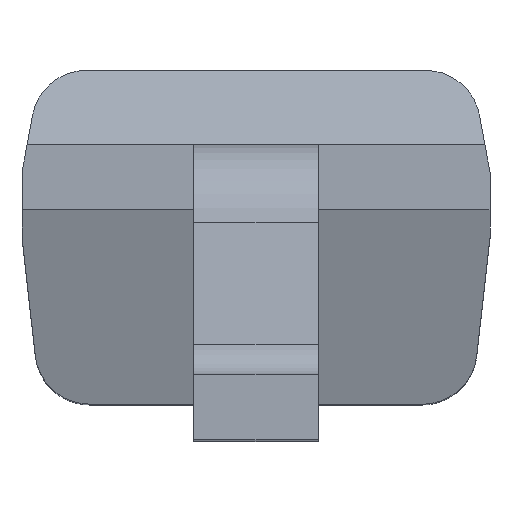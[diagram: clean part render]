
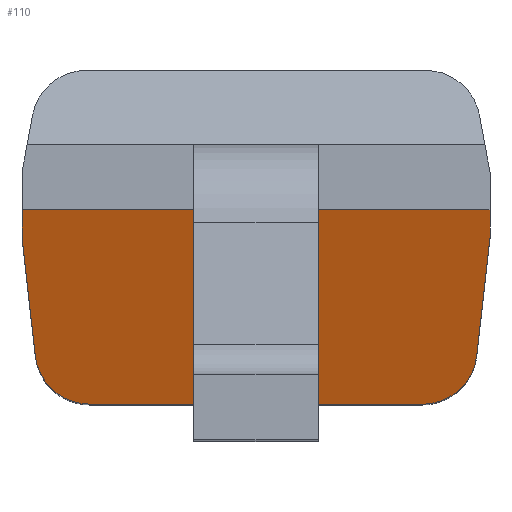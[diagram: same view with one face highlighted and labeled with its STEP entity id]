
A CAD part, top view. The second image highlights one B-rep face of the part: STEP entity #110.
In plain terms, the highlighted planar face has unit normal (0, -0.312, 0.95).
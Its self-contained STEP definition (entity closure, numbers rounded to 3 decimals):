
#110=ADVANCED_FACE('',(#230),#231,.T.);
#230=FACE_OUTER_BOUND('',#357,.T.);
#231=PLANE('',#358);
#357=EDGE_LOOP('',(#627,#628,#629,#630,#631,#632,#633,#634,#635,#636,#637,#638));
#358=AXIS2_PLACEMENT_3D('',#639,#640,#641);
#627=ORIENTED_EDGE('',*,*,#802,.T.);
#628=ORIENTED_EDGE('',*,*,#864,.T.);
#629=ORIENTED_EDGE('',*,*,#825,.T.);
#630=ORIENTED_EDGE('',*,*,#891,.F.);
#631=ORIENTED_EDGE('',*,*,#892,.F.);
#632=ORIENTED_EDGE('',*,*,#893,.F.);
#633=ORIENTED_EDGE('',*,*,#894,.F.);
#634=ORIENTED_EDGE('',*,*,#895,.F.);
#635=ORIENTED_EDGE('',*,*,#896,.F.);
#636=ORIENTED_EDGE('',*,*,#897,.F.);
#637=ORIENTED_EDGE('',*,*,#898,.F.);
#638=ORIENTED_EDGE('',*,*,#899,.F.);
#639=CARTESIAN_POINT('',(-0.009,0.342,0.737));
#640=DIRECTION('',(0.,-0.312,0.95));
#641=DIRECTION('',(0.,-0.95,-0.312));
#802=EDGE_CURVE('',#960,#961,#962,.T.);
#825=EDGE_CURVE('',#1003,#1004,#1005,.T.);
#864=EDGE_CURVE('',#961,#1003,#1061,.T.);
#891=EDGE_CURVE('',#1095,#1004,#1096,.T.);
#892=EDGE_CURVE('',#1097,#1095,#1098,.T.);
#893=EDGE_CURVE('',#1099,#1097,#1100,.T.);
#894=EDGE_CURVE('',#1101,#1099,#1102,.T.);
#895=EDGE_CURVE('',#1103,#1101,#1104,.T.);
#896=EDGE_CURVE('',#1105,#1103,#1106,.T.);
#897=EDGE_CURVE('',#1107,#1105,#1108,.T.);
#898=EDGE_CURVE('',#1109,#1107,#1110,.T.);
#899=EDGE_CURVE('',#960,#1109,#1111,.T.);
#960=VERTEX_POINT('',#1192);
#961=VERTEX_POINT('',#1193);
#962=LINE('',#1194,#1195);
#1003=VERTEX_POINT('',#1249);
#1004=VERTEX_POINT('',#1250);
#1005=LINE('',#1251,#1252);
#1061=LINE('',#1329,#1330);
#1095=VERTEX_POINT('',#1380);
#1096=LINE('',#1381,#1382);
#1097=VERTEX_POINT('',#1383);
#1098=LINE('',#1384,#1385);
#1099=VERTEX_POINT('',#1386);
#1100=LINE('',#1387,#1388);
#1101=VERTEX_POINT('',#1389);
#1102=ELLIPSE('',#1390,0.158,0.15);
#1103=VERTEX_POINT('',#1391);
#1104=LINE('',#1392,#1393);
#1105=VERTEX_POINT('',#1394);
#1106=ELLIPSE('',#1395,0.158,0.15);
#1107=VERTEX_POINT('',#1396);
#1108=LINE('',#1397,#1398);
#1109=VERTEX_POINT('',#1399);
#1110=LINE('',#1400,#1401);
#1111=LINE('',#1402,#1403);
#1192=CARTESIAN_POINT('',(0.812,0.631,0.832));
#1193=CARTESIAN_POINT('',(0.812,0.619,0.828));
#1194=CARTESIAN_POINT('',(0.812,0.314,0.728));
#1195=VECTOR('',#1508,1.);
#1249=CARTESIAN_POINT('',(0.472,0.619,0.828));
#1250=CARTESIAN_POINT('',(0.472,0.631,0.832));
#1251=CARTESIAN_POINT('',(0.472,0.314,0.728));
#1252=VECTOR('',#1543,1.);
#1329=CARTESIAN_POINT('',(0.642,0.619,0.828));
#1330=VECTOR('',#1586,1.0);
#1380=CARTESIAN_POINT('',(0.,0.631,0.832));
#1381=CARTESIAN_POINT('',(-0.009,0.631,0.832));
#1382=VECTOR('',#1603,1.0);
#1383=CARTESIAN_POINT('',(0.,0.555,0.807));
#1384=CARTESIAN_POINT('',(0.,0.518,0.795));
#1385=VECTOR('',#1604,1.);
#1386=CARTESIAN_POINT('',(0.037,0.231,0.7));
#1387=CARTESIAN_POINT('',(0.017,0.406,0.758));
#1388=VECTOR('',#1605,1.0);
#1389=CARTESIAN_POINT('',(0.186,0.098,0.657));
#1390=AXIS2_PLACEMENT_3D('',#1606,#1607,#1608);
#1391=CARTESIAN_POINT('',(1.097,0.098,0.657));
#1392=CARTESIAN_POINT('',(0.317,0.098,0.657));
#1393=VECTOR('',#1609,1.0);
#1394=CARTESIAN_POINT('',(1.246,0.231,0.7));
#1395=AXIS2_PLACEMENT_3D('',#1610,#1611,#1612);
#1396=CARTESIAN_POINT('',(1.283,0.555,0.807));
#1397=CARTESIAN_POINT('',(1.259,0.34,0.736));
#1398=VECTOR('',#1613,1.0);
#1399=CARTESIAN_POINT('',(1.283,0.631,0.832));
#1400=CARTESIAN_POINT('',(1.283,0.518,0.795));
#1401=VECTOR('',#1614,1.);
#1402=CARTESIAN_POINT('',(-0.009,0.631,0.832));
#1403=VECTOR('',#1615,1.0);
#1508=DIRECTION('',(0.,-0.95,-0.312));
#1543=DIRECTION('',(0.,0.95,0.312));
#1586=DIRECTION('',(-1.0,0.0,0.));
#1603=DIRECTION('',(1.0,0.0,0.));
#1604=DIRECTION('',(0.,0.95,0.312));
#1605=DIRECTION('',(-0.106,0.945,0.311));
#1606=CARTESIAN_POINT('',(0.186,0.248,0.706));
#1607=DIRECTION('',(0.,0.312,-0.95));
#1608=DIRECTION('',(0.,0.95,0.312));
#1609=DIRECTION('',(-1.0,0.0,0.));
#1610=CARTESIAN_POINT('',(1.097,0.248,0.706));
#1611=DIRECTION('',(0.,0.312,-0.95));
#1612=DIRECTION('',(0.,0.95,0.312));
#1613=DIRECTION('',(-0.106,-0.945,-0.311));
#1614=DIRECTION('',(0.,-0.95,-0.312));
#1615=DIRECTION('',(1.0,0.0,0.));
